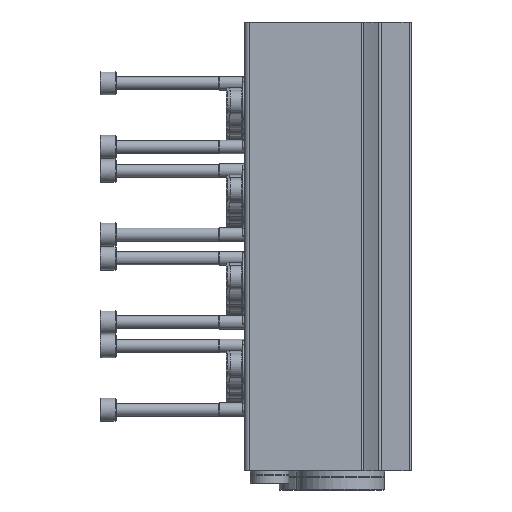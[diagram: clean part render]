
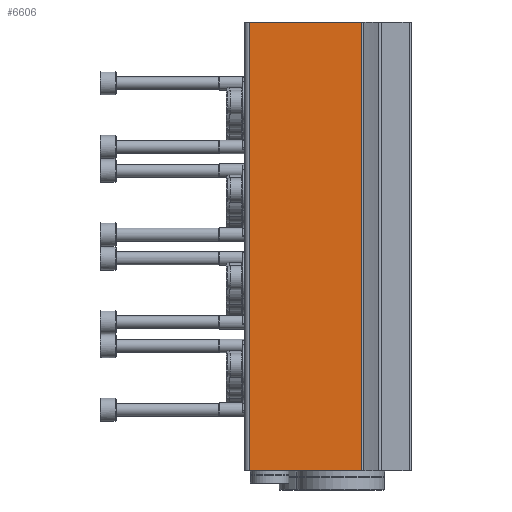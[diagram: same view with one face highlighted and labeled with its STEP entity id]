
A CAD part, left-side view. The second image highlights one B-rep face of the part: STEP entity #6606.
In plain terms, the highlighted planar face has unit normal (-1, 0, 0).
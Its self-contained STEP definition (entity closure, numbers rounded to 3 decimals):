
#221=PLANE('',#7122);
#886=ORIENTED_EDGE('',*,*,#2636,.F.);
#887=ORIENTED_EDGE('',*,*,#2635,.F.);
#888=ORIENTED_EDGE('',*,*,#2637,.T.);
#889=ORIENTED_EDGE('',*,*,#2638,.T.);
#2635=EDGE_CURVE('',#3510,#3508,#4137,.T.);
#2636=EDGE_CURVE('',#3508,#3511,#4138,.T.);
#2637=EDGE_CURVE('',#3510,#3512,#4139,.T.);
#2638=EDGE_CURVE('',#3512,#3511,#4140,.T.);
#3508=VERTEX_POINT('',#10397);
#3510=VERTEX_POINT('',#10401);
#3511=VERTEX_POINT('',#10405);
#3512=VERTEX_POINT('',#10407);
#4137=LINE('',#10402,#4613);
#4138=LINE('',#10404,#4614);
#4139=LINE('',#10406,#4615);
#4140=LINE('',#10408,#4616);
#4613=VECTOR('',#7973,1000.);
#4614=VECTOR('',#7976,1000.);
#4615=VECTOR('',#7977,1000.);
#4616=VECTOR('',#7978,1000.);
#5103=EDGE_LOOP('',(#886,#887,#888,#889));
#5791=FACE_BOUND('',#5103,.T.);
#6606=ADVANCED_FACE('',(#5791),#221,.T.);
#7122=AXIS2_PLACEMENT_3D('',#10403,#7974,#7975);
#7973=DIRECTION('',(0.,0.,1.));
#7974=DIRECTION('',(-1.,0.,0.));
#7975=DIRECTION('',(0.,0.,1.));
#7976=DIRECTION('',(0.,-1.,0.));
#7977=DIRECTION('',(0.,-1.,0.));
#7978=DIRECTION('',(0.,0.,1.));
#10397=CARTESIAN_POINT('',(-72.,59.5,0.));
#10401=CARTESIAN_POINT('',(-72.,59.5,-164.));
#10402=CARTESIAN_POINT('',(-72.,59.5,-164.));
#10403=CARTESIAN_POINT('',(-72.,59.5,-164.));
#10404=CARTESIAN_POINT('',(-72.,59.5,0.));
#10405=CARTESIAN_POINT('',(-72.,18.514,0.));
#10406=CARTESIAN_POINT('',(-72.,59.5,-164.));
#10407=CARTESIAN_POINT('',(-72.,18.514,-164.));
#10408=CARTESIAN_POINT('',(-72.,18.514,-164.));
